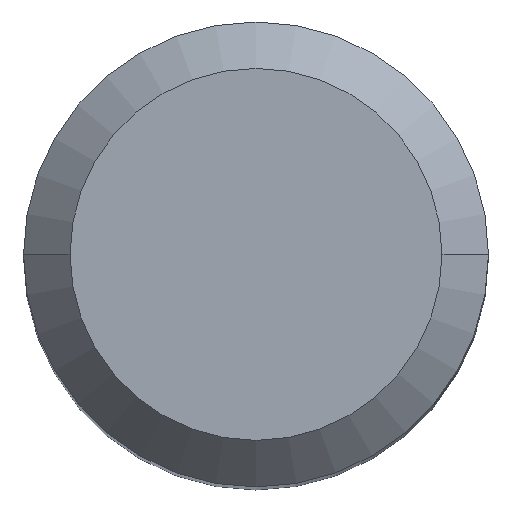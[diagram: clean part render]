
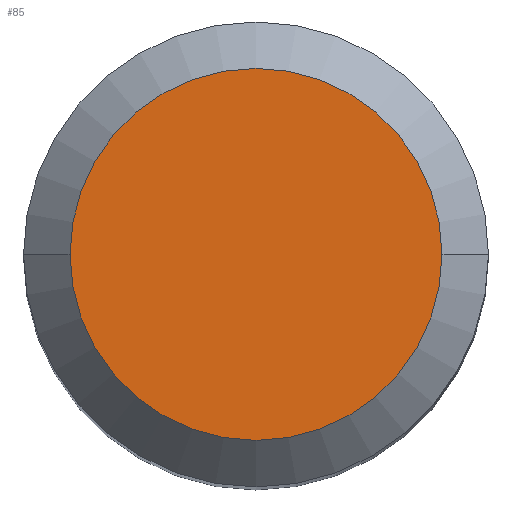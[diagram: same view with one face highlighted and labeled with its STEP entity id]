
A CAD part, top view. The second image highlights one B-rep face of the part: STEP entity #85.
In plain terms, the highlighted planar face has unit normal (0, 0, 1).
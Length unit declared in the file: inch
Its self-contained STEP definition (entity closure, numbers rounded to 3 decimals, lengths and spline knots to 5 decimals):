
#4 = ORIENTED_EDGE ( 'NONE', *, *, #347, .T. ) ;
#25 = CARTESIAN_POINT ( 'NONE',  ( 0.15748, 0., 0. ) ) ;
#58 = DIRECTION ( 'NONE',  ( 0., 0., 1. ) ) ;
#72 = AXIS2_PLACEMENT_3D ( 'NONE', #177, #501, #139 ) ;
#73 = VERTEX_POINT ( 'NONE', #25 ) ;
#85 = ADVANCED_FACE ( 'NONE', ( #131 ), #300, .F. ) ;
#128 = EDGE_LOOP ( 'NONE', ( #278, #4 ) ) ;
#131 = FACE_OUTER_BOUND ( 'NONE', #128, .T. ) ;
#139 = DIRECTION ( 'NONE',  ( 1., 0., 0. ) ) ;
#165 = CIRCLE ( 'NONE', #309, 0.15748 ) ;
#177 = CARTESIAN_POINT ( 'NONE',  ( 0., 0., 0. ) ) ;
#201 = CARTESIAN_POINT ( 'NONE',  ( -0.15748, 0., 0. ) ) ;
#243 = AXIS2_PLACEMENT_3D ( 'NONE', #257, #459, #422 ) ;
#257 = CARTESIAN_POINT ( 'NONE',  ( 0., 0., 0. ) ) ;
#278 = ORIENTED_EDGE ( 'NONE', *, *, #283, .T. ) ;
#283 = EDGE_CURVE ( 'NONE', #292, #73, #479, .T. ) ;
#292 = VERTEX_POINT ( 'NONE', #201 ) ;
#300 = PLANE ( 'NONE',  #243 ) ;
#309 = AXIS2_PLACEMENT_3D ( 'NONE', #374, #58, #386 ) ;
#347 = EDGE_CURVE ( 'NONE', #73, #292, #165, .T. ) ;
#374 = CARTESIAN_POINT ( 'NONE',  ( 0., 0., 0. ) ) ;
#386 = DIRECTION ( 'NONE',  ( 1., 0., 0. ) ) ;
#422 = DIRECTION ( 'NONE',  ( -1., 0., 0. ) ) ;
#459 = DIRECTION ( 'NONE',  ( 0., 0., -1. ) ) ;
#479 = CIRCLE ( 'NONE', #72, 0.15748 ) ;
#501 = DIRECTION ( 'NONE',  ( 0., 0., 1. ) ) ;
